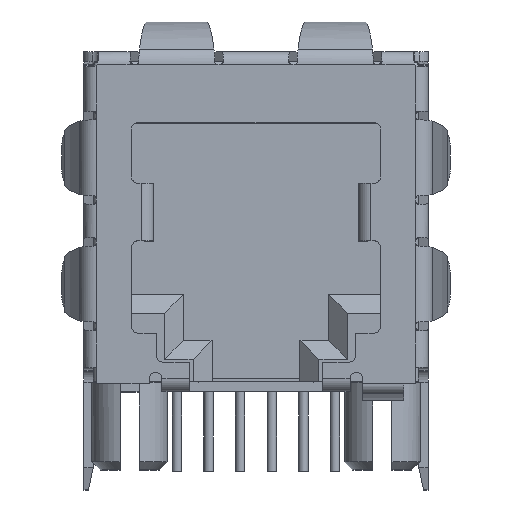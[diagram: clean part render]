
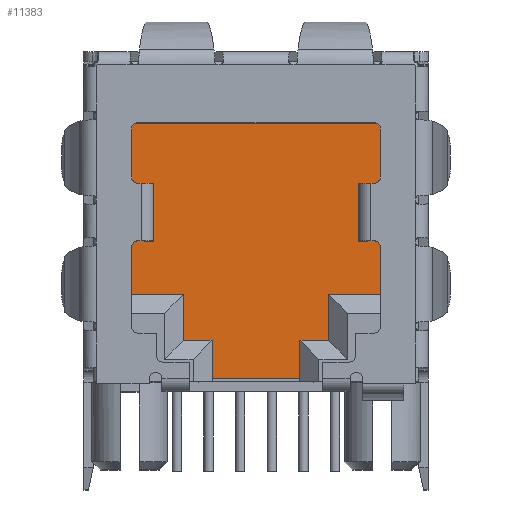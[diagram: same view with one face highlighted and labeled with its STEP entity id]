
A CAD part, top view. The second image highlights one B-rep face of the part: STEP entity #11383.
In plain terms, the highlighted planar face has unit normal (0, 0, 1).
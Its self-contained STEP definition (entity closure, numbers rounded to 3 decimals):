
#149 = DIRECTION ( 'NONE',  ( -1., 0., 0. ) ) ;
#476 = DIRECTION ( 'NONE',  ( 1., 0., 0. ) ) ;
#667 = DIRECTION ( 'NONE',  ( -1., 0., 0. ) ) ;
#700 = EDGE_CURVE ( 'NONE', #9998, #13382, #4837, .T. ) ;
#734 = VECTOR ( 'NONE', #4967, 1000. ) ;
#1090 = LINE ( 'NONE', #10987, #734 ) ;
#1190 = CARTESIAN_POINT ( 'NONE',  ( 0., 0., -13.081 ) ) ;
#1274 = ORIENTED_EDGE ( 'NONE', *, *, #1388, .T. ) ;
#1288 = CARTESIAN_POINT ( 'NONE',  ( -5.135, -3.524, -13.081 ) ) ;
#1388 = EDGE_CURVE ( 'NONE', #10883, #10767, #1090, .T. ) ;
#1393 = VERTEX_POINT ( 'NONE', #1288 ) ;
#1433 = CARTESIAN_POINT ( 'NONE',  ( 5.135, 3.375, -13.081 ) ) ;
#1482 = CARTESIAN_POINT ( 'NONE',  ( -2.915, -5.377, -13.081 ) ) ;
#1836 = VECTOR ( 'NONE', #4500, 1000. ) ;
#1985 = DIRECTION ( 'NONE',  ( -1., 0., 0. ) ) ;
#2117 = CARTESIAN_POINT ( 'NONE',  ( -2.915, -5.377, -13.081 ) ) ;
#2365 = CARTESIAN_POINT ( 'NONE',  ( -1.767, -6.922, -13.081 ) ) ;
#2449 = EDGE_CURVE ( 'NONE', #8243, #3556, #8823, .T. ) ;
#2516 = EDGE_CURVE ( 'NONE', #11842, #13223, #15356, .T. ) ;
#2617 = VECTOR ( 'NONE', #476, 1000. ) ;
#2711 = CARTESIAN_POINT ( 'NONE',  ( 5.135, -3.524, -13.081 ) ) ;
#3167 = CARTESIAN_POINT ( 'NONE',  ( -5.135, 3.375, -13.081 ) ) ;
#3556 = VERTEX_POINT ( 'NONE', #12458 ) ;
#3927 = EDGE_CURVE ( 'NONE', #9929, #9998, #15255, .T. ) ;
#3946 = DIRECTION ( 'NONE',  ( 0., 1., 0. ) ) ;
#4070 = LINE ( 'NONE', #1433, #10147 ) ;
#4141 = FACE_OUTER_BOUND ( 'NONE', #12059, .T. ) ;
#4283 = CARTESIAN_POINT ( 'NONE',  ( 0., 3.375, -13.081 ) ) ;
#4500 = DIRECTION ( 'NONE',  ( 0., 1., 0. ) ) ;
#4585 = DIRECTION ( 'NONE',  ( 1., 0., 0. ) ) ;
#4837 = LINE ( 'NONE', #11009, #2617 ) ;
#4967 = DIRECTION ( 'NONE',  ( 0., 1., 0. ) ) ;
#5048 = CARTESIAN_POINT ( 'NONE',  ( -2.915, -3.524, -13.081 ) ) ;
#5129 = CARTESIAN_POINT ( 'NONE',  ( 5.135, 3.375, -13.081 ) ) ;
#5697 = ORIENTED_EDGE ( 'NONE', *, *, #9548, .F. ) ;
#5816 = VECTOR ( 'NONE', #10633, 1000. ) ;
#5837 = CARTESIAN_POINT ( 'NONE',  ( 1.767, -5.377, -13.081 ) ) ;
#5954 = ORIENTED_EDGE ( 'NONE', *, *, #6525, .T. ) ;
#6201 = ORIENTED_EDGE ( 'NONE', *, *, #2449, .F. ) ;
#6327 = ORIENTED_EDGE ( 'NONE', *, *, #2516, .T. ) ;
#6470 = CARTESIAN_POINT ( 'NONE',  ( 2.915, -5.377, -13.081 ) ) ;
#6525 = EDGE_CURVE ( 'NONE', #13382, #11842, #4070, .T. ) ;
#6674 = ORIENTED_EDGE ( 'NONE', *, *, #13747, .T. ) ;
#7204 = VECTOR ( 'NONE', #4585, 1000. ) ;
#7208 = ORIENTED_EDGE ( 'NONE', *, *, #12588, .F. ) ;
#7227 = DIRECTION ( 'NONE',  ( 0., 0., -1. ) ) ;
#7661 = LINE ( 'NONE', #12530, #11387 ) ;
#7835 = LINE ( 'NONE', #5048, #13046 ) ;
#8136 = CARTESIAN_POINT ( 'NONE',  ( -5.135, -3.524, -13.081 ) ) ;
#8243 = VERTEX_POINT ( 'NONE', #2365 ) ;
#8358 = VERTEX_POINT ( 'NONE', #1482 ) ;
#8432 = ORIENTED_EDGE ( 'NONE', *, *, #700, .T. ) ;
#8495 = LINE ( 'NONE', #13984, #7204 ) ;
#8603 = CARTESIAN_POINT ( 'NONE',  ( -1.767, -5.377, -13.081 ) ) ;
#8823 = LINE ( 'NONE', #8603, #8997 ) ;
#8997 = VECTOR ( 'NONE', #3946, 1000. ) ;
#9071 = EDGE_CURVE ( 'NONE', #10883, #8243, #7661, .T. ) ;
#9298 = DIRECTION ( 'NONE',  ( -1., 0., 0. ) ) ;
#9354 = EDGE_CURVE ( 'NONE', #8358, #12928, #7835, .T. ) ;
#9527 = PLANE ( 'NONE',  #11790 ) ;
#9548 = EDGE_CURVE ( 'NONE', #3556, #8358, #12470, .T. ) ;
#9929 = VERTEX_POINT ( 'NONE', #6470 ) ;
#9998 = VERTEX_POINT ( 'NONE', #11621 ) ;
#10067 = ORIENTED_EDGE ( 'NONE', *, *, #3927, .T. ) ;
#10131 = VECTOR ( 'NONE', #667, 1000. ) ;
#10147 = VECTOR ( 'NONE', #14511, 1000. ) ;
#10633 = DIRECTION ( 'NONE',  ( 0., 1., 0. ) ) ;
#10767 = VERTEX_POINT ( 'NONE', #5837 ) ;
#10883 = VERTEX_POINT ( 'NONE', #13325 ) ;
#10987 = CARTESIAN_POINT ( 'NONE',  ( 1.767, -5.377, -13.081 ) ) ;
#11009 = CARTESIAN_POINT ( 'NONE',  ( 5.135, -3.524, -13.081 ) ) ;
#11383 = ADVANCED_FACE ( 'NONE', ( #4141 ), #9527, .F. ) ;
#11387 = VECTOR ( 'NONE', #1985, 1000. ) ;
#11610 = ORIENTED_EDGE ( 'NONE', *, *, #9071, .F. ) ;
#11621 = CARTESIAN_POINT ( 'NONE',  ( 2.915, -3.524, -13.081 ) ) ;
#11634 = LINE ( 'NONE', #3167, #1836 ) ;
#11750 = CARTESIAN_POINT ( 'NONE',  ( -5.135, 3.375, -13.081 ) ) ;
#11790 = AXIS2_PLACEMENT_3D ( 'NONE', #1190, #7227, #149 ) ;
#11842 = VERTEX_POINT ( 'NONE', #5129 ) ;
#12059 = EDGE_LOOP ( 'NONE', ( #6201, #11610, #1274, #6674, #10067, #8432, #5954, #6327, #14762, #7208, #14889, #5697 ) ) ;
#12266 = DIRECTION ( 'NONE',  ( 0., 1., 0. ) ) ;
#12458 = CARTESIAN_POINT ( 'NONE',  ( -1.767, -5.377, -13.081 ) ) ;
#12470 = LINE ( 'NONE', #2117, #14162 ) ;
#12530 = CARTESIAN_POINT ( 'NONE',  ( -1.767, -6.922, -13.081 ) ) ;
#12588 = EDGE_CURVE ( 'NONE', #12928, #1393, #13392, .T. ) ;
#12771 = DIRECTION ( 'NONE',  ( -1., 0., 0. ) ) ;
#12928 = VERTEX_POINT ( 'NONE', #14542 ) ;
#13046 = VECTOR ( 'NONE', #12266, 1000. ) ;
#13223 = VERTEX_POINT ( 'NONE', #11750 ) ;
#13325 = CARTESIAN_POINT ( 'NONE',  ( 1.767, -6.922, -13.081 ) ) ;
#13382 = VERTEX_POINT ( 'NONE', #2711 ) ;
#13392 = LINE ( 'NONE', #8136, #15052 ) ;
#13747 = EDGE_CURVE ( 'NONE', #10767, #9929, #8495, .T. ) ;
#13984 = CARTESIAN_POINT ( 'NONE',  ( 2.915, -5.377, -13.081 ) ) ;
#14162 = VECTOR ( 'NONE', #12771, 1000. ) ;
#14400 = CARTESIAN_POINT ( 'NONE',  ( 2.915, -3.524, -13.081 ) ) ;
#14511 = DIRECTION ( 'NONE',  ( 0., 1., 0. ) ) ;
#14542 = CARTESIAN_POINT ( 'NONE',  ( -2.915, -3.524, -13.081 ) ) ;
#14622 = EDGE_CURVE ( 'NONE', #1393, #13223, #11634, .T. ) ;
#14762 = ORIENTED_EDGE ( 'NONE', *, *, #14622, .F. ) ;
#14889 = ORIENTED_EDGE ( 'NONE', *, *, #9354, .F. ) ;
#15052 = VECTOR ( 'NONE', #9298, 1000. ) ;
#15255 = LINE ( 'NONE', #14400, #5816 ) ;
#15356 = LINE ( 'NONE', #4283, #10131 ) ;
